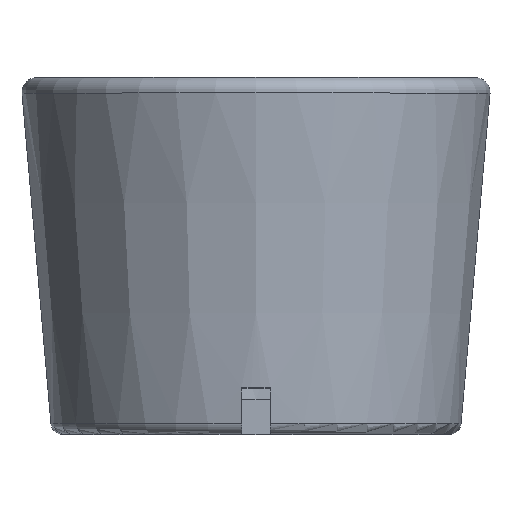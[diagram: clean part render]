
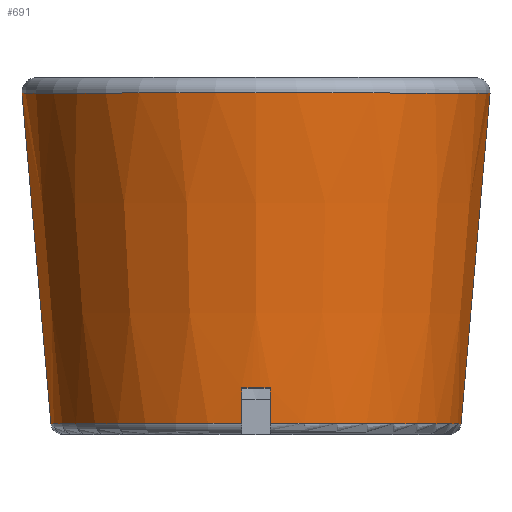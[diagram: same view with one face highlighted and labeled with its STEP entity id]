
A CAD part, top view. The second image highlights one B-rep face of the part: STEP entity #691.
In plain terms, the highlighted conical face has half-angle 5 degrees and reference radius 19.084 mm.
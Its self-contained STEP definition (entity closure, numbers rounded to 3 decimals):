
#181=CARTESIAN_POINT('',(0.,0.913,0.));
#182=DIRECTION('',(0.,-1.,0.));
#183=DIRECTION('',(-0.07,0.,0.998));
#184=AXIS2_PLACEMENT_3D('',#181,#182,#183);
#186=DIRECTION('',(0.087,-0.996,0.));
#187=VECTOR('',#186,28.838);
#188=CARTESIAN_POINT('',(-20.34,29.641,
0.));
#189=LINE('',#188,#187);
#190=CARTESIAN_POINT('',(0.,29.641,0.));
#191=DIRECTION('',(0.,-1.,0.));
#192=DIRECTION('',(1.,0.,0.));
#193=AXIS2_PLACEMENT_3D('',#190,#191,#192);
#195=DIRECTION('',(-0.087,-0.996,0.));
#196=VECTOR('',#195,28.838);
#197=CARTESIAN_POINT('',(20.34,29.641,
0.));
#198=LINE('',#197,#196);
#199=CARTESIAN_POINT('',(0.,0.913,0.));
#200=DIRECTION('',(0.,-1.,0.));
#201=DIRECTION('',(1.,0.,0.));
#202=AXIS2_PLACEMENT_3D('',#199,#200,#201);
#204=CARTESIAN_POINT('',(1.25,0.913,17.783));
#205=CARTESIAN_POINT('',(1.25,1.255,17.813));
#206=CARTESIAN_POINT('',(1.25,1.94,17.873));
#207=CARTESIAN_POINT('',(1.25,2.969,17.963));
#208=CARTESIAN_POINT('',(1.25,3.656,18.024));
#209=CARTESIAN_POINT('',(1.25,4.,18.054));
#211=CARTESIAN_POINT('',(0.,4.,0.));
#212=DIRECTION('',(0.,-1.,0.));
#213=DIRECTION('',(0.069,0.,0.998));
#214=AXIS2_PLACEMENT_3D('',#211,#212,#213);
#216=CARTESIAN_POINT('',(-1.25,4.,18.054));
#217=CARTESIAN_POINT('',(-1.25,3.656,18.024));
#218=CARTESIAN_POINT('',(-1.25,2.969,17.963));
#219=CARTESIAN_POINT('',(-1.25,1.94,17.873));
#220=CARTESIAN_POINT('',(-1.25,1.255,17.813));
#221=CARTESIAN_POINT('',(-1.25,0.913,17.783));
#471=CARTESIAN_POINT('',(1.25,0.913,17.783));
#489=CARTESIAN_POINT('',(-1.25,0.913,17.783));
#490=CARTESIAN_POINT('',(-17.827,0.913,0.));
#491=VERTEX_POINT('',#489);
#492=VERTEX_POINT('',#490);
#493=CARTESIAN_POINT('',(17.827,0.913,0.));
#494=VERTEX_POINT('',#493);
#514=VERTEX_POINT('',#471);
#516=VERTEX_POINT('',#209);
#517=VERTEX_POINT('',#216);
#522=CARTESIAN_POINT('',(-20.34,29.641,0.));
#524=VERTEX_POINT('',#522);
#546=CARTESIAN_POINT('',(20.34,29.641,0.));
#547=VERTEX_POINT('',#546);
#672=CARTESIAN_POINT('',(0.,15.277,0.));
#673=DIRECTION('',(0.,1.,0.));
#674=DIRECTION('',(1.,0.,0.));
#675=AXIS2_PLACEMENT_3D('',#672,#673,#674);
#676=CONICAL_SURFACE('',#675,19.084,5.);
#677=ORIENTED_EDGE('',*,*,#629,.T.);
#678=ORIENTED_EDGE('',*,*,#667,.F.);
#680=ORIENTED_EDGE('',*,*,#679,.F.);
#681=ORIENTED_EDGE('',*,*,#647,.T.);
#682=ORIENTED_EDGE('',*,*,#636,.T.);
#684=ORIENTED_EDGE('',*,*,#683,.T.);
#686=ORIENTED_EDGE('',*,*,#685,.T.);
#688=ORIENTED_EDGE('',*,*,#687,.T.);
#689=EDGE_LOOP('',(#677,#678,#680,#681,#682,#684,#686,#688));
#690=FACE_OUTER_BOUND('',#689,.F.);
#691=ADVANCED_FACE('',(#690),#676,.T.);
#185=CIRCLE('',#184,17.827);
#194=CIRCLE('',#193,20.34);
#203=CIRCLE('',#202,17.827);
#210=B_SPLINE_CURVE_WITH_KNOTS('',3,(#204,#205,#206,#207,#208,#209),
.UNSPECIFIED.,.F.,.F.,(4,1,1,4),(0.,0.333,0.667,1.),
.UNSPECIFIED.);
#215=CIRCLE('',#214,18.097);
#222=B_SPLINE_CURVE_WITH_KNOTS('',3,(#216,#217,#218,#219,#220,#221),
.UNSPECIFIED.,.F.,.F.,(4,1,1,4),(0.,0.333,0.667,1.),
.UNSPECIFIED.);
#629=EDGE_CURVE('',#491,#492,#185,.T.);
#636=EDGE_CURVE('',#494,#514,#203,.T.);
#647=EDGE_CURVE('',#547,#494,#198,.T.);
#667=EDGE_CURVE('',#524,#492,#189,.T.);
#679=EDGE_CURVE('',#547,#524,#194,.T.);
#683=EDGE_CURVE('',#514,#516,#210,.T.);
#685=EDGE_CURVE('',#516,#517,#215,.T.);
#687=EDGE_CURVE('',#517,#491,#222,.T.);
